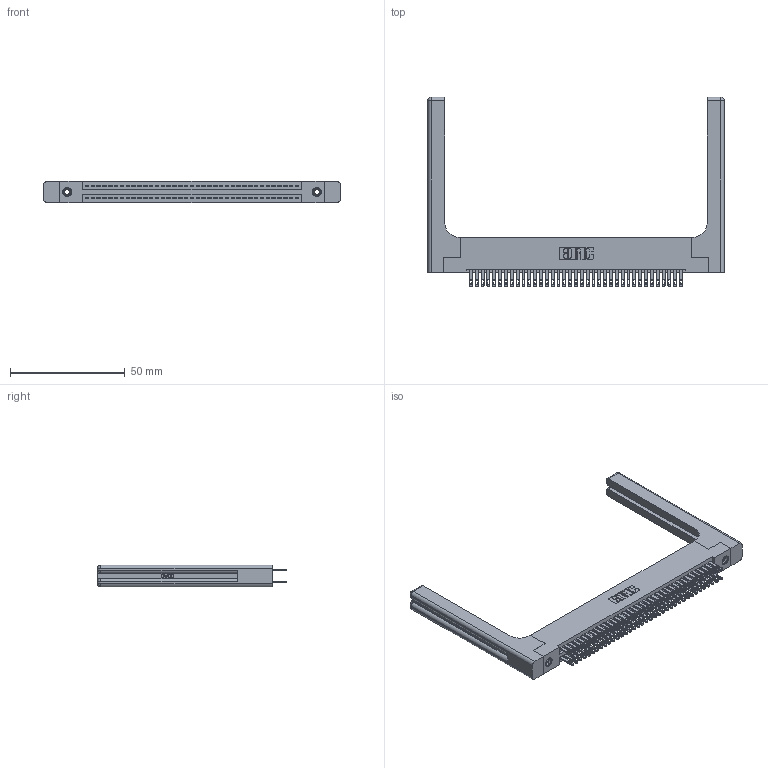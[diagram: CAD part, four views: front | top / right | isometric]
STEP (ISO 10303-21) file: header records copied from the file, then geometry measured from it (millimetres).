
FILE_DESCRIPTION (( 'STEP AP203' ), '1' );
FILE_NAME ('345-074-500-258.STEP', '2019-10-31T05:24:10', ( '' ), ( '' ), 'SwSTEP 2.0', 'SolidWorks 2016', '' );
FILE_SCHEMA (( 'CONFIG_CONTROL_DESIGN' ));
Length unit declared in the file: inch
Products named in the file (5): 345-292-001_345-293-100; 345 Part_Flush Mounting Lugs - 0.156 Dia-TH; 345-220-058_345-220-058; 345-074-500-258; 345-250-001_345-250-001-102
Assembly tree (79 placements, depth 2):
  345-074-500-258
    345 Part_Flush Mounting Lugs - 0.156 Dia-TH
    345-292-001_345-293-100  x74
    345-250-001_345-250-001-102  x2
    345-220-058_345-220-058  x2
Bounding box: 129.01 x 82.47 x 9.4 mm (x, y, z)
Volume: 21186.7 mm3; surface area: 24506.6 mm2
Topology: 79 solids, 79 shells, 3786 faces, 11441 edges, 7606 vertices
Faces by surface type: plane 2226, cylinder 1500, bspline 36, cone 12, sphere 8, torus 4
Entity records: 34816 total; most frequent: CARTESIAN_POINT 6833, ORIENTED_EDGE 5564, DIRECTION 4966, EDGE_CURVE 2782, VECTOR 2406, LINE 2406, VERTEX_POINT 1846, AXIS2_PLACEMENT_3D 1280
